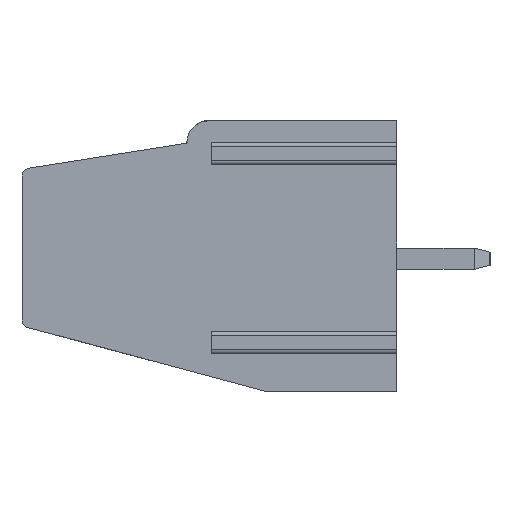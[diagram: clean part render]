
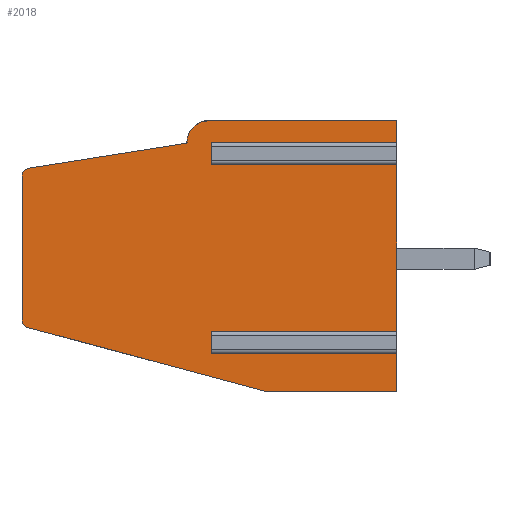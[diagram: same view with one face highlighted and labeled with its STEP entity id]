
A CAD part, left-side view. The second image highlights one B-rep face of the part: STEP entity #2018.
In plain terms, the highlighted planar face has unit normal (-1, 0, 0).
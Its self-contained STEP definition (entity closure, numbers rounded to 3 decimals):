
#1872=CARTESIAN_POINT('',(0.,0.,0.));
#1873=DIRECTION('',(0.,0.,-1.));
#1874=DIRECTION('',(-1.,-0.,-0.));
#1875=AXIS2_PLACEMENT_3D('',#1872,#1874,#1873);
#1876=PLANE('',#1875);
#1877=CARTESIAN_POINT('',(0.,6.96,2.15));
#1878=VERTEX_POINT('',#1877);
#1879=CARTESIAN_POINT('',(0.,0.,2.15));
#1880=VERTEX_POINT('',#1879);
#1881=CARTESIAN_POINT('',(0.,6.96,2.15));
#1882=DIRECTION('',(0.,-1.,0.));
#1883=VECTOR('',#1882,6.96);
#1884=LINE('',#1881,#1883);
#1885=EDGE_CURVE('',#1878,#1880,#1884,.T.);
#1886=ORIENTED_EDGE('',*,*,#1885,.T.);
#1887=CARTESIAN_POINT('',(0.,0.,8.65));
#1888=VERTEX_POINT('',#1887);
#1889=CARTESIAN_POINT('',(0.,0.,8.65));
#1890=DIRECTION('',(0.,0.,-1.));
#1891=VECTOR('',#1890,6.5);
#1892=LINE('',#1889,#1891);
#1893=EDGE_CURVE('',#1888,#1880,#1892,.T.);
#1894=ORIENTED_EDGE('',*,*,#1893,.F.);
#1895=CARTESIAN_POINT('',(0.,6.96,8.65));
#1896=VERTEX_POINT('',#1895);
#1897=CARTESIAN_POINT('',(0.,0.,8.65));
#1898=DIRECTION('',(0.,1.,0.));
#1899=VECTOR('',#1898,6.96);
#1900=LINE('',#1897,#1899);
#1901=EDGE_CURVE('',#1888,#1896,#1900,.T.);
#1902=ORIENTED_EDGE('',*,*,#1901,.T.);
#1903=CARTESIAN_POINT('',(0.,6.96,9.25));
#1904=VERTEX_POINT('',#1903);
#1905=CARTESIAN_POINT('',(0.,6.96,8.65));
#1906=DIRECTION('',(0.,0.,1.));
#1907=VECTOR('',#1906,0.6);
#1908=LINE('',#1905,#1907);
#1909=EDGE_CURVE('',#1896,#1904,#1908,.T.);
#1910=ORIENTED_EDGE('',*,*,#1909,.T.);
#1911=CARTESIAN_POINT('',(0.,0.,9.25));
#1912=VERTEX_POINT('',#1911);
#1913=CARTESIAN_POINT('',(0.,6.96,9.25));
#1914=DIRECTION('',(0.,-1.,0.));
#1915=VECTOR('',#1914,6.96);
#1916=LINE('',#1913,#1915);
#1917=EDGE_CURVE('',#1904,#1912,#1916,.T.);
#1918=ORIENTED_EDGE('',*,*,#1917,.T.);
#1919=CARTESIAN_POINT('',(0.,0.,10.2));
#1920=VERTEX_POINT('',#1919);
#1921=CARTESIAN_POINT('',(0.,0.,10.2));
#1922=DIRECTION('',(0.,0.,-1.));
#1923=VECTOR('',#1922,0.95);
#1924=LINE('',#1921,#1923);
#1925=EDGE_CURVE('',#1920,#1912,#1924,.T.);
#1926=ORIENTED_EDGE('',*,*,#1925,.F.);
#1927=CARTESIAN_POINT('',(0.,7.04,10.2));
#1928=VERTEX_POINT('',#1927);
#1929=CARTESIAN_POINT('',(0.,7.04,10.2));
#1930=DIRECTION('',(0.,-1.,0.));
#1931=VECTOR('',#1930,7.04);
#1932=LINE('',#1929,#1931);
#1933=EDGE_CURVE('',#1928,#1920,#1932,.T.);
#1934=ORIENTED_EDGE('',*,*,#1933,.F.);
#1935=CARTESIAN_POINT('',(0.,7.9,9.342));
#1936=VERTEX_POINT('',#1935);
#1937=CARTESIAN_POINT('',(0.,7.04,9.34));
#1938=DIRECTION('',(0.,0.,1.));
#1939=DIRECTION('',(-1.,0.,-0.));
#1940=AXIS2_PLACEMENT_3D('',#1937,#1939,#1938);
#1941=CIRCLE('',#1940,0.86);
#1942=EDGE_CURVE('',#1928,#1936,#1941,.T.);
#1943=ORIENTED_EDGE('',*,*,#1942,.T.);
#1944=CARTESIAN_POINT('',(0.,13.847,8.4));
#1945=VERTEX_POINT('',#1944);
#1946=CARTESIAN_POINT('',(0.,13.847,8.4));
#1947=DIRECTION('',(0.,-0.988,0.156));
#1948=VECTOR('',#1947,6.021);
#1949=LINE('',#1946,#1948);
#1950=EDGE_CURVE('',#1945,#1936,#1949,.T.);
#1951=ORIENTED_EDGE('',*,*,#1950,.F.);
#1952=CARTESIAN_POINT('',(0.,14.1,8.104));
#1953=VERTEX_POINT('',#1952);
#1954=CARTESIAN_POINT('',(0.,13.8,8.104));
#1955=DIRECTION('',(0.,1.,0.));
#1956=DIRECTION('',(1.,0.,0.));
#1957=AXIS2_PLACEMENT_3D('',#1954,#1956,#1955);
#1958=CIRCLE('',#1957,0.3);
#1959=EDGE_CURVE('',#1953,#1945,#1958,.T.);
#1960=ORIENTED_EDGE('',*,*,#1959,.F.);
#1961=CARTESIAN_POINT('',(0.,14.1,2.7));
#1962=VERTEX_POINT('',#1961);
#1963=CARTESIAN_POINT('',(0.,14.1,2.7));
#1964=DIRECTION('',(0.,0.,1.));
#1965=VECTOR('',#1964,5.404);
#1966=LINE('',#1963,#1965);
#1967=EDGE_CURVE('',#1962,#1953,#1966,.T.);
#1968=ORIENTED_EDGE('',*,*,#1967,.F.);
#1969=CARTESIAN_POINT('',(0.,13.878,2.41));
#1970=VERTEX_POINT('',#1969);
#1971=CARTESIAN_POINT('',(0.,13.8,2.7));
#1972=DIRECTION('',(0.,0.259,-0.966));
#1973=DIRECTION('',(1.,0.,-0.));
#1974=AXIS2_PLACEMENT_3D('',#1971,#1973,#1972);
#1975=CIRCLE('',#1974,0.3);
#1976=EDGE_CURVE('',#1970,#1962,#1975,.T.);
#1977=ORIENTED_EDGE('',*,*,#1976,.F.);
#1978=CARTESIAN_POINT('',(0.,4.9,0.));
#1979=VERTEX_POINT('',#1978);
#1980=CARTESIAN_POINT('',(0.,4.9,0.));
#1981=DIRECTION('',(0.,0.966,0.259));
#1982=VECTOR('',#1981,9.296);
#1983=LINE('',#1980,#1982);
#1984=EDGE_CURVE('',#1979,#1970,#1983,.T.);
#1985=ORIENTED_EDGE('',*,*,#1984,.F.);
#1986=CARTESIAN_POINT('',(0.,0.,0.));
#1987=VERTEX_POINT('',#1986);
#1988=CARTESIAN_POINT('',(0.,0.,0.));
#1989=DIRECTION('',(0.,1.,0.));
#1990=VECTOR('',#1989,4.9);
#1991=LINE('',#1988,#1990);
#1992=EDGE_CURVE('',#1987,#1979,#1991,.T.);
#1993=ORIENTED_EDGE('',*,*,#1992,.F.);
#1994=CARTESIAN_POINT('',(0.,0.,1.55));
#1995=VERTEX_POINT('',#1994);
#1996=CARTESIAN_POINT('',(0.,0.,1.55));
#1997=DIRECTION('',(0.,0.,-1.));
#1998=VECTOR('',#1997,1.55);
#1999=LINE('',#1996,#1998);
#2000=EDGE_CURVE('',#1995,#1987,#1999,.T.);
#2001=ORIENTED_EDGE('',*,*,#2000,.F.);
#2002=CARTESIAN_POINT('',(0.,6.96,1.55));
#2003=VERTEX_POINT('',#2002);
#2004=CARTESIAN_POINT('',(0.,0.,1.55));
#2005=DIRECTION('',(0.,1.,0.));
#2006=VECTOR('',#2005,6.96);
#2007=LINE('',#2004,#2006);
#2008=EDGE_CURVE('',#1995,#2003,#2007,.T.);
#2009=ORIENTED_EDGE('',*,*,#2008,.T.);
#2010=CARTESIAN_POINT('',(0.,6.96,1.55));
#2011=DIRECTION('',(0.,0.,1.));
#2012=VECTOR('',#2011,0.6);
#2013=LINE('',#2010,#2012);
#2014=EDGE_CURVE('',#2003,#1878,#2013,.T.);
#2015=ORIENTED_EDGE('',*,*,#2014,.T.);
#2016=EDGE_LOOP('',(#1886,#1894,#1902,#1910,#1918,#1926,#1934,#1943,#1951,#1960,#1968,#1977,#1985,#1993,#2001,#2009,#2015));
#2017=FACE_OUTER_BOUND('',#2016,.T.);
#2018=ADVANCED_FACE('',(#2017),#1876,.T.);
